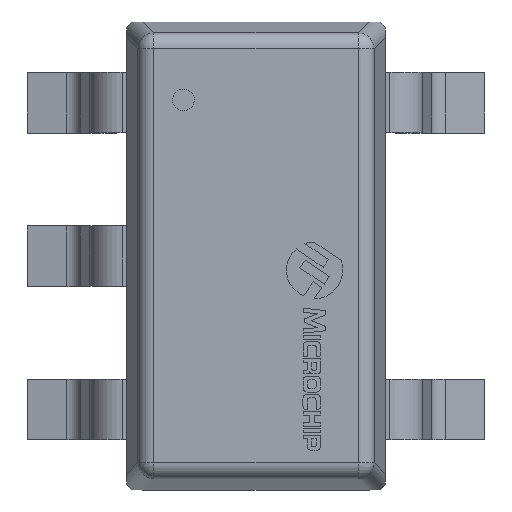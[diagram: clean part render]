
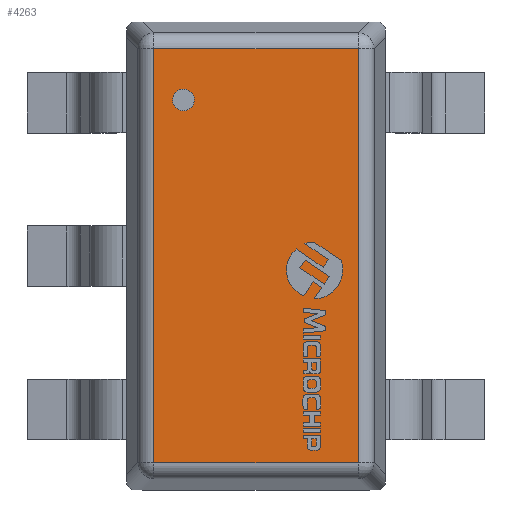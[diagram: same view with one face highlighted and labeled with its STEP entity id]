
A CAD part, top view. The second image highlights one B-rep face of the part: STEP entity #4263.
In plain terms, the highlighted planar face has unit normal (0, 0, 1).
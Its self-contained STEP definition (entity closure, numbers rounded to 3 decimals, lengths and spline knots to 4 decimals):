
#321=PLANE('',#4565);
#496=LINE('',#5984,#943);
#498=LINE('',#5994,#945);
#502=LINE('',#6006,#949);
#504=LINE('',#6009,#951);
#943=VECTOR('',#4942,2.5664);
#945=VECTOR('',#4954,1.2664);
#949=VECTOR('',#4970,1.2664);
#951=VECTOR('',#4974,2.5664);
#1457=FACE_OUTER_BOUND('',#1699,.T.);
#1699=EDGE_LOOP('',(#3151,#3152,#3153,#3154));
#2026=VERTEX_POINT('',#5972);
#2029=VERTEX_POINT('',#5979);
#2030=VERTEX_POINT('',#5986);
#2034=VERTEX_POINT('',#6001);
#2452=EDGE_CURVE('',#2026,#2029,#496,.T.);
#2457=EDGE_CURVE('',#2030,#2026,#498,.T.);
#2464=EDGE_CURVE('',#2029,#2034,#502,.T.);
#2466=EDGE_CURVE('',#2034,#2030,#504,.T.);
#3151=ORIENTED_EDGE('',*,*,#2452,.F.);
#3152=ORIENTED_EDGE('',*,*,#2457,.F.);
#3153=ORIENTED_EDGE('',*,*,#2466,.F.);
#3154=ORIENTED_EDGE('',*,*,#2464,.F.);
#4263=ADVANCED_FACE('',(#1457),#321,.T.);
#4565=AXIS2_PLACEMENT_3D('',#6021,#4991,#4992);
#4942=DIRECTION('',(0.,-1.,0.));
#4954=DIRECTION('',(1.,0.,0.));
#4970=DIRECTION('',(-1.,0.,0.));
#4974=DIRECTION('',(0.,1.,0.));
#4991=DIRECTION('center_axis',(0.,0.,1.));
#4992=DIRECTION('ref_axis',(1.,0.,0.));
#5972=CARTESIAN_POINT('',(0.6332,1.2832,1.3));
#5979=CARTESIAN_POINT('',(0.6332,-1.2832,1.3));
#5984=CARTESIAN_POINT('',(0.6332,-0.3625,1.3));
#5986=CARTESIAN_POINT('',(-0.6332,1.2832,1.3));
#5994=CARTESIAN_POINT('',(0.2,1.2832,1.3));
#6001=CARTESIAN_POINT('',(-0.6332,-1.2832,1.3));
#6006=CARTESIAN_POINT('',(-0.2,-1.2832,1.3));
#6009=CARTESIAN_POINT('',(-0.6332,0.3625,1.3));
#6021=CARTESIAN_POINT('Origin',(0.,0.,1.3));
